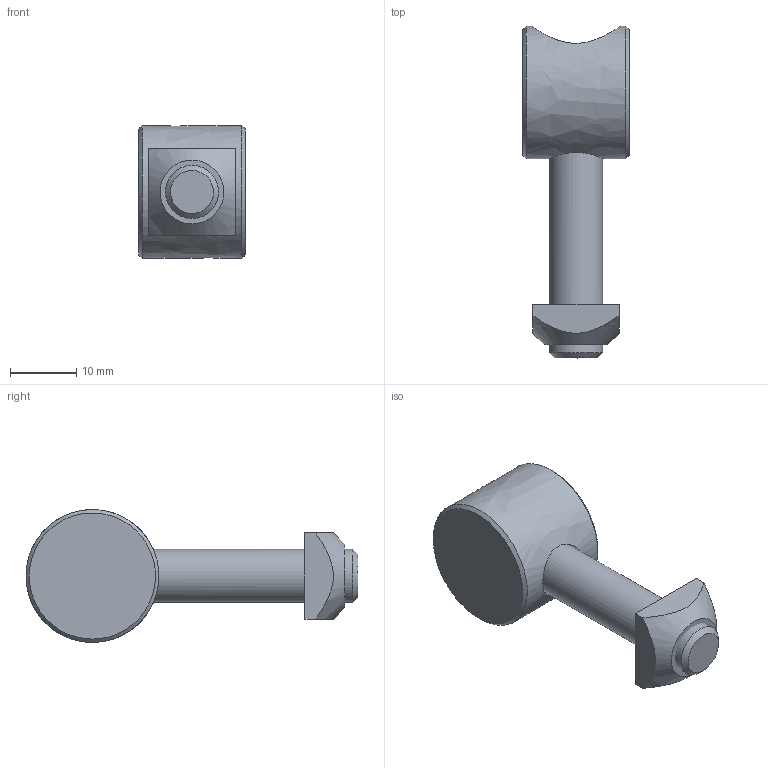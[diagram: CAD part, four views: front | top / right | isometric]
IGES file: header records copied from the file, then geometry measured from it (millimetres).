
Global section: file name: 312020; native system: Autodesk Inventor 2021; preprocessor: unknown; author: Navara; date: 20220810.123942; units: millimetre
Bounding box: 16 x 50 x 19.98 mm (x, y, z)
Volume: 6358.9 mm3; surface area: 4226 mm2
Topology: 3 solids, 3 shells, 31 faces, 79 edges, 55 vertices
Faces by surface type: bspline 31
